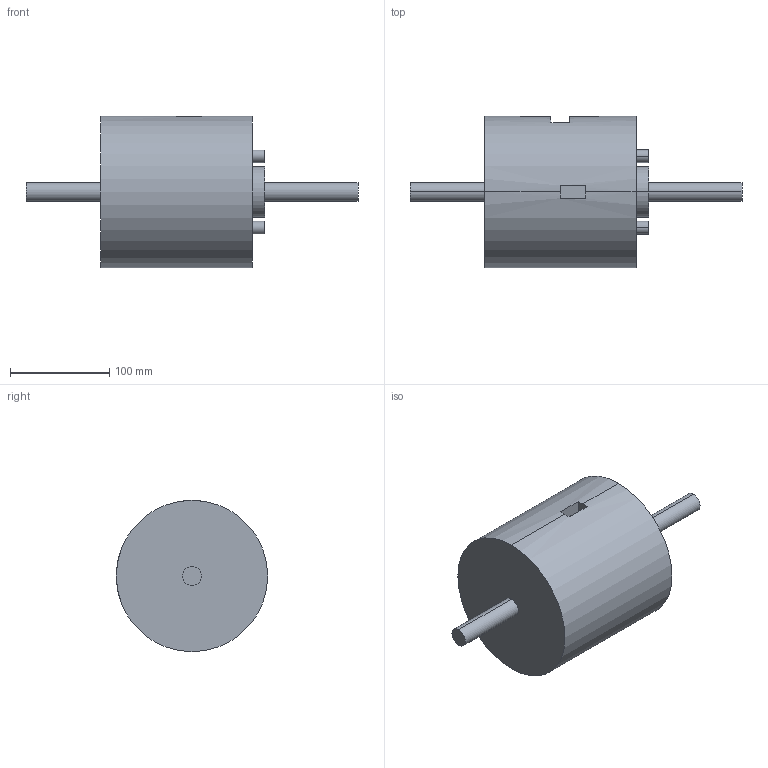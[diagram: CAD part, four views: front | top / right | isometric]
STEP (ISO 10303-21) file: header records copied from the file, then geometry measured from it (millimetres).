
FILE_DESCRIPTION(('produced by SPATIAL CORP'),'2;1');
FILE_NAME( 'motor.prt.hh.sat.stp','2002-04-19T13:24:30+00:00',('SPATIAL CORP'),('SPATIAL CORP'), 'ACIS STEP Husk','http://www.spatial.com','SPATIAL CORP');
FILE_SCHEMA(('CONFIG_CONTROL_DESIGN'));
Length unit declared in the file: millimetre
Products named in the file (1): PRODUCT_ID_1
Bounding box: 334.26 x 152.4 x 152.4 mm (x, y, z)
Volume: 2789162.1 mm3; surface area: 135077.3 mm2
Topology: 1 solids, 1 shells, 53 faces, 117 edges, 78 vertices
Faces by surface type: plane 29, cylinder 24
Entity records: 1570 total; most frequent: DIRECTION 277, CARTESIAN_POINT 248, ORIENTED_EDGE 234, EDGE_CURVE 117, AXIS2_PLACEMENT_3D 107, VERTEX_POINT 78, EDGE_LOOP 65, FACE_BOUND 65
